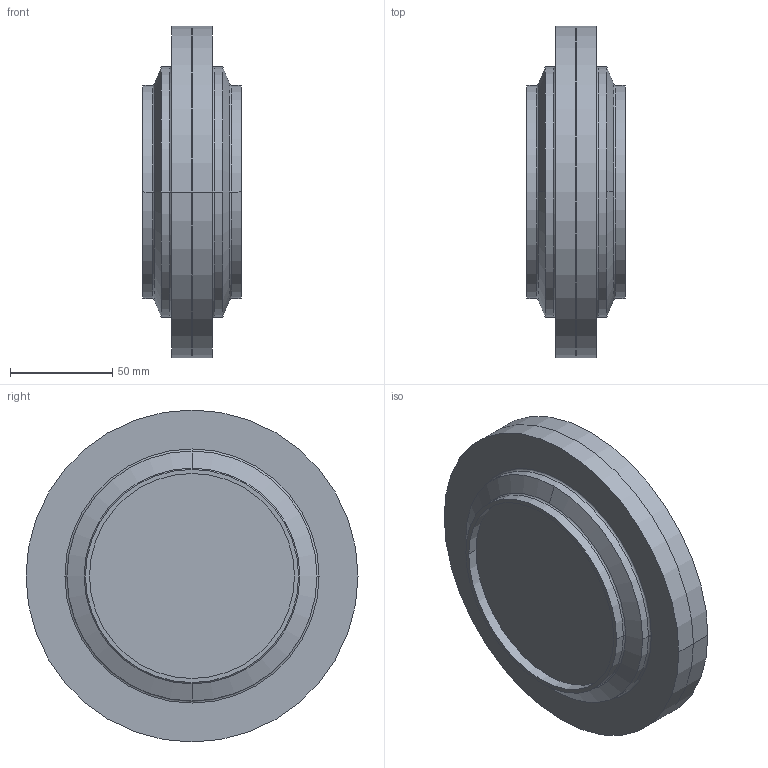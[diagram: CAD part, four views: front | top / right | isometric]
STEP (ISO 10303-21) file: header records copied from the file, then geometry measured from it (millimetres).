
FILE_DESCRIPTION(('OneSpaceDesigner STEP Export'),'2;1');
FILE_NAME('FGN1-100.stp','2011-03-31T 9:38:55',(''),(''),'OneSpace Designer STEP processor for AP214 (Solid Model)','OneSpace Modeling 15.00B 25-Jun-2007 (C) CoCreate Software GmbH','');
FILE_SCHEMA(('AUTOMOTIVE_DESIGN { 1 0 10303 214 1 1 1 1 }'));
Length unit declared in the file: millimetre
Products named in the file (3): FG1-100; FN1-100; FGN1-100
Assembly tree (2 placements, depth 2):
  FGN1-100
    FN1-100
    FG1-100
Bounding box: 48 x 162 x 162 mm (x, y, z)
Volume: 615016.3 mm3; surface area: 103176.4 mm2
Topology: 2 solids, 2 shells, 36 faces, 76 edges, 48 vertices
Faces by surface type: cylinder 16, torus 8, plane 8, cone 4
Entity records: 1145 total; most frequent: ORIENTED_EDGE 152, DIRECTION 126, CARTESIAN_POINT 121, EDGE_CURVE 76, AXIS2_PLACEMENT_3D 53, VERTEX_POINT 48, EDGE_LOOP 40, COLOUR_RGB 38
